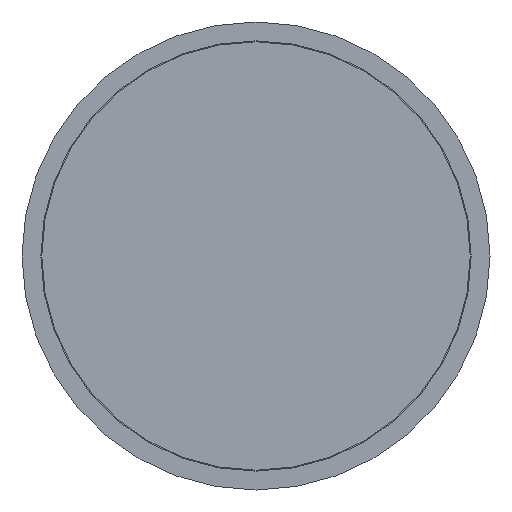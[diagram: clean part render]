
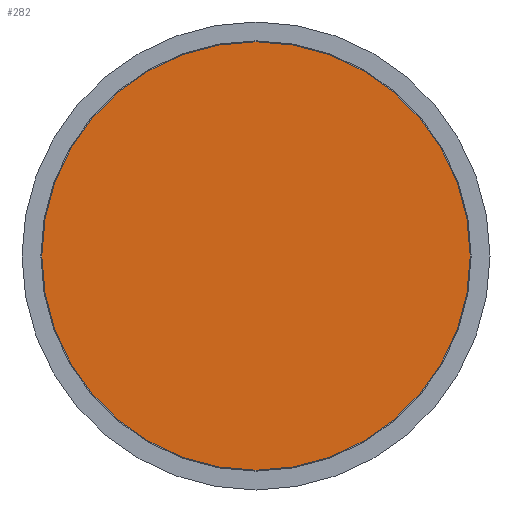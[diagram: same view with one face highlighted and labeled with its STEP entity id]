
A CAD part, front view. The second image highlights one B-rep face of the part: STEP entity #282.
In plain terms, the highlighted planar face has unit normal (0, -1, 0).
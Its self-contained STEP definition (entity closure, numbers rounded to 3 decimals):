
#96 = DIRECTION ( 'NONE',  ( 0., 0., 1. ) ) ;
#196 = AXIS2_PLACEMENT_3D ( 'NONE', #239, #393, #96 ) ;
#207 = EDGE_CURVE ( 'NONE', #391, #391, #302, .T. ) ;
#239 = CARTESIAN_POINT ( 'NONE',  ( -56.75, 0., 0. ) ) ;
#244 = DIRECTION ( 'NONE',  ( 0., 0., -1. ) ) ;
#246 = CARTESIAN_POINT ( 'NONE',  ( 0., 0., -56.75 ) ) ;
#282 = ADVANCED_FACE ( 'NONE', ( #467 ), #778, .F. ) ;
#302 = CIRCLE ( 'NONE', #919, 56.75 ) ;
#389 = DIRECTION ( 'NONE',  ( 0., -1., 0. ) ) ;
#391 = VERTEX_POINT ( 'NONE', #246 ) ;
#393 = DIRECTION ( 'NONE',  ( 0., 1., 0. ) ) ;
#467 = FACE_OUTER_BOUND ( 'NONE', #710, .T. ) ;
#480 = ORIENTED_EDGE ( 'NONE', *, *, #207, .T. ) ;
#708 = CARTESIAN_POINT ( 'NONE',  ( 0., 0., 0. ) ) ;
#710 = EDGE_LOOP ( 'NONE', ( #480 ) ) ;
#778 = PLANE ( 'NONE',  #196 ) ;
#919 = AXIS2_PLACEMENT_3D ( 'NONE', #708, #389, #244 ) ;
